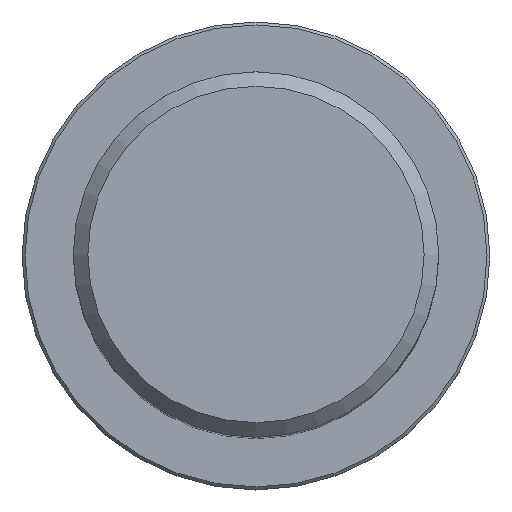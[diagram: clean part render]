
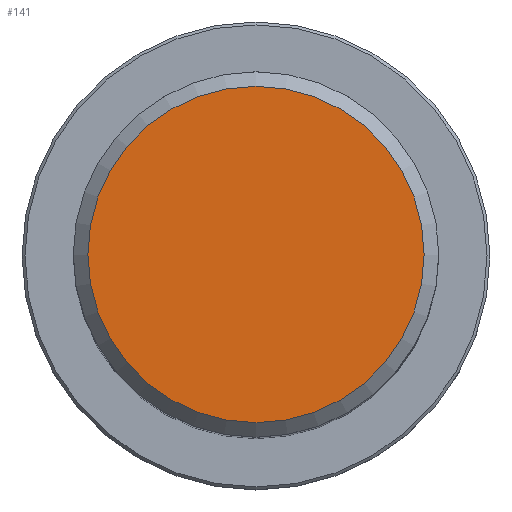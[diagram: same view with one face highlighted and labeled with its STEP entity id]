
A CAD part, top view. The second image highlights one B-rep face of the part: STEP entity #141.
In plain terms, the highlighted planar face has unit normal (0, 0, 1).
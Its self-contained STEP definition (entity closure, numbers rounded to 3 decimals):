
#135=PLANE('',#394);
#138=FACE_OUTER_BOUND('',#245,.T.);
#141=ADVANCED_FACE('',(#138),#135,.F.);
#173=CIRCLE('',#393,11.5);
#245=EDGE_LOOP('',(#293));
#293=ORIENTED_EDGE('',*,*,#367,.T.);
#341=VERTEX_POINT('',#561);
#367=EDGE_CURVE('',#341,#341,#173,.T.);
#393=AXIS2_PLACEMENT_3D('',#560,#445,#446);
#394=AXIS2_PLACEMENT_3D('',#562,#447,#448);
#445=DIRECTION('',(0.,0.,1.));
#446=DIRECTION('',(0.,1.,0.));
#447=DIRECTION('',(0.,0.,-1.));
#448=DIRECTION('',(0.,-1.,0.));
#560=CARTESIAN_POINT('',(0.,0.,56.));
#561=CARTESIAN_POINT('',(0.,11.5,56.));
#562=CARTESIAN_POINT('',(-11.5,0.,56.));
